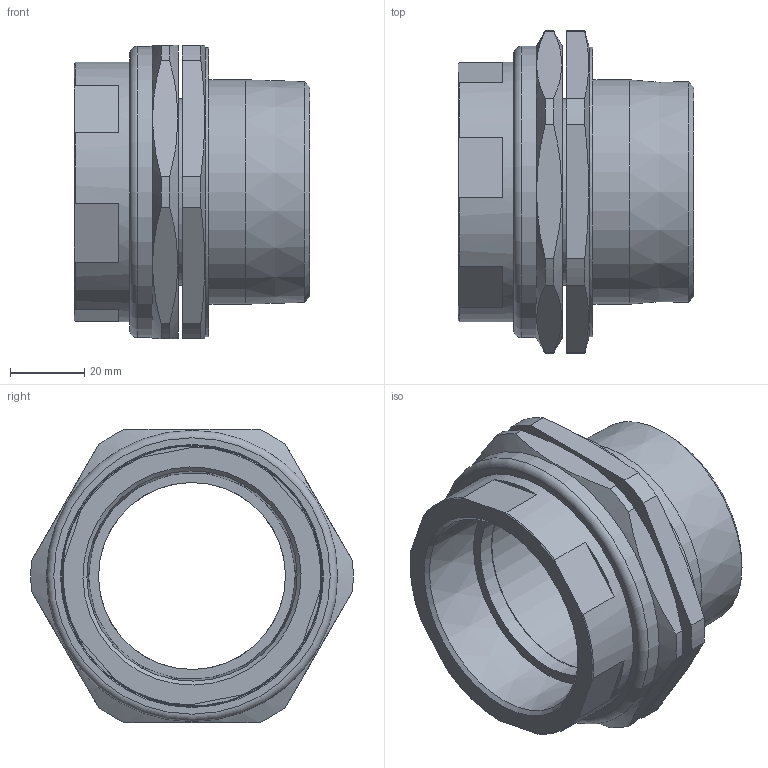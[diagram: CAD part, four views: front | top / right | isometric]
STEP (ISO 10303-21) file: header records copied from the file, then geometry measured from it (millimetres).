
FILE_DESCRIPTION (( 'STEP AP203' ), '1' );
FILE_NAME ('780DT6T6.STEP', '2016-08-10T09:58:37', ( '' ), ( '' ), 'SwSTEP 2.0', 'SolidWorks 2014', '' );
FILE_SCHEMA (( 'CONFIG_CONTROL_DESIGN' ));
Length unit declared in the file: millimetre
Products named in the file (1): 780DT6T6
Bounding box: 63.53 x 86.86 x 79 mm (x, y, z)
Surface area: 33096 mm2 (no closed solid volume)
Topology: 0 solids, 3 shells, 74 faces, 188 edges, 122 vertices
Faces by surface type: plane 32, cone 22, cylinder 19, torus 1
Full cylindrical faces by diameter (mm): 50.4 x2, 60.5 x1, 70 x1, 70.4 x1, 78 x1, 78.5 x1
Entity records: 2347 total; most frequent: CARTESIAN_POINT 595, DIRECTION 352, ORIENTED_EDGE 322, EDGE_CURVE 164, AXIS2_PLACEMENT_3D 149, VERTEX_POINT 116, EDGE_LOOP 100, FACE_OUTER_BOUND 82
